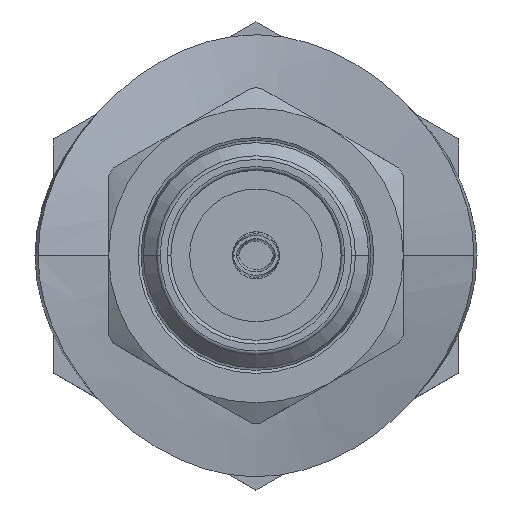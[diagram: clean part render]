
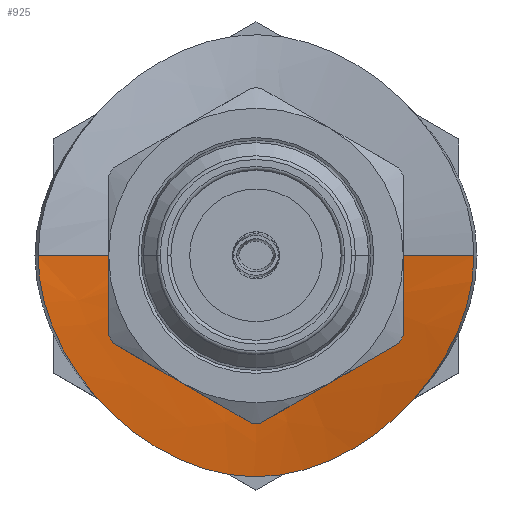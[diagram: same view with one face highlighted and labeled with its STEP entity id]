
A CAD part, top view. The second image highlights one B-rep face of the part: STEP entity #925.
In plain terms, the highlighted free-form (B-spline) face has degree [3, 3] with [4, 7] control points.
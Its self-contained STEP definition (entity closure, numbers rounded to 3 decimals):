
#83 = EDGE_LOOP ( 'NONE', ( #4572, #1451, #2175, #3881 ) ) ;
#169 = CARTESIAN_POINT ( 'NONE',  ( -5.916, 0., -6.3 ) ) ;
#183 = CARTESIAN_POINT ( 'NONE',  ( -4.111, -2.085, -6.571 ) ) ;
#372 = CARTESIAN_POINT ( 'NONE',  ( 3.2, 0., -6.654 ) ) ;
#470 = CARTESIAN_POINT ( 'NONE',  ( 5.916, -3., -6.3 ) ) ;
#476 = EDGE_CURVE ( 'NONE', #3743, #6081, #2760, .T. ) ;
#628 = EDGE_CURVE ( 'NONE', #3743, #3804, #1933, .T. ) ;
#636 = CARTESIAN_POINT ( 'NONE',  ( -5.014, 2.543, -6.454 ) ) ;
#658 = CARTESIAN_POINT ( 'NONE',  ( -3.2, 0., -6.654 ) ) ;
#925 = ADVANCED_FACE ( 'NONE', ( #2728 ), #1999, .T. ) ;
#1005 = CARTESIAN_POINT ( 'NONE',  ( 3.2, -1.623, -6.654 ) ) ;
#1113 = CARTESIAN_POINT ( 'NONE',  ( 7.521, 0., -5.256 ) ) ;
#1132 = CARTESIAN_POINT ( 'NONE',  ( 0., 4.868, -8.241 ) ) ;
#1284 = CARTESIAN_POINT ( 'NONE',  ( -3.2, 0., -6.654 ) ) ;
#1451 = ORIENTED_EDGE ( 'NONE', *, *, #476, .T. ) ;
#1499 = CARTESIAN_POINT ( 'NONE',  ( 3.2, 0., -6.654 ) ) ;
#1578 = CARTESIAN_POINT ( 'NONE',  ( -5.014, -2.543, -6.454 ) ) ;
#1602 = CARTESIAN_POINT ( 'NONE',  ( 0., -4.868, -8.241 ) ) ;
#1627 = EDGE_CURVE ( 'NONE', #6081, #5831, #1734, .T. ) ;
#1734 = B_SPLINE_CURVE_WITH_KNOTS ( 'NONE', 3,
 ( #1499, #1005, #5336, #2470, #5829 ),
 .UNSPECIFIED., .F., .F.,
 ( 4, 1, 4 ),
 ( 0.5, 0.75, 1. ),
 .UNSPECIFIED. ) ;
#1933 = B_SPLINE_CURVE_WITH_KNOTS ( 'NONE', 3,
 ( #4296, #470, #2373, #5739, #2860 ),
 .UNSPECIFIED., .F., .F.,
 ( 4, 1, 4 ),
 ( 0.5, 0.75, 1. ),
 .UNSPECIFIED. ) ;
#1999 = B_SPLINE_SURFACE_WITH_KNOTS ( 'NONE', 3, 3, ( 
 ( #4328, #4420, #5401, #2532, #5891, #3011, #169 ),
 ( #3512, #636, #3986, #1113, #4480, #1578, #4967 ),
 ( #2055, #5415, #2558, #5917, #3033, #183, #3540 ),
 ( #658, #4003, #1132, #4505, #1602, #4980, #2080 ) ),
 .UNSPECIFIED., .F., .T., .F.,
 ( 4, 4 ),
 ( 4, 1, 1, 1, 4 ),
 ( 0., 1. ),
 ( 0., 0.25, 0.5, 0.75, 1. ),
 .UNSPECIFIED. ) ;
#2055 = CARTESIAN_POINT ( 'NONE',  ( -4.111, 0., -6.571 ) ) ;
#2080 = CARTESIAN_POINT ( 'NONE',  ( -3.2, 0., -6.654 ) ) ;
#2175 = ORIENTED_EDGE ( 'NONE', *, *, #1627, .T. ) ;
#2230 = CARTESIAN_POINT ( 'NONE',  ( -5.916, 0., -6.3 ) ) ;
#2373 = CARTESIAN_POINT ( 'NONE',  ( 0., -9., -9.314 ) ) ;
#2470 = CARTESIAN_POINT ( 'NONE',  ( -3.2, -1.623, -6.654 ) ) ;
#2532 = CARTESIAN_POINT ( 'NONE',  ( 8.874, 0., -4.793 ) ) ;
#2558 = CARTESIAN_POINT ( 'NONE',  ( 0., 6.254, -8.492 ) ) ;
#2728 = FACE_OUTER_BOUND ( 'NONE', #83, .T. ) ;
#2760 = B_SPLINE_CURVE_WITH_KNOTS ( 'NONE', 3,
 ( #3572, #3082, #5951, #4040 ),
 .UNSPECIFIED., .F., .F.,
 ( 4, 4 ),
 ( 0., 1. ),
 .UNSPECIFIED. ) ;
#2846 = CARTESIAN_POINT ( 'NONE',  ( -3.2, 0., -6.654 ) ) ;
#2860 = CARTESIAN_POINT ( 'NONE',  ( -5.916, 0., -6.3 ) ) ;
#2979 = CARTESIAN_POINT ( 'NONE',  ( 5.916, 0., -6.3 ) ) ;
#3011 = CARTESIAN_POINT ( 'NONE',  ( -5.916, -3., -6.3 ) ) ;
#3033 = CARTESIAN_POINT ( 'NONE',  ( 0., -6.254, -8.492 ) ) ;
#3082 = CARTESIAN_POINT ( 'NONE',  ( 5.014, 0., -6.454 ) ) ;
#3512 = CARTESIAN_POINT ( 'NONE',  ( -5.014, 0., -6.454 ) ) ;
#3540 = CARTESIAN_POINT ( 'NONE',  ( -4.111, 0., -6.571 ) ) ;
#3572 = CARTESIAN_POINT ( 'NONE',  ( 5.916, 0., -6.3 ) ) ;
#3743 = VERTEX_POINT ( 'NONE', #2979 ) ;
#3804 = VERTEX_POINT ( 'NONE', #5919 ) ;
#3881 = ORIENTED_EDGE ( 'NONE', *, *, #4506, .F. ) ;
#3986 = CARTESIAN_POINT ( 'NONE',  ( 0., 7.628, -8.849 ) ) ;
#4003 = CARTESIAN_POINT ( 'NONE',  ( -3.2, 1.623, -6.654 ) ) ;
#4040 = CARTESIAN_POINT ( 'NONE',  ( 3.2, 0., -6.654 ) ) ;
#4158 = CARTESIAN_POINT ( 'NONE',  ( -4.111, 0., -6.571 ) ) ;
#4296 = CARTESIAN_POINT ( 'NONE',  ( 5.916, 0., -6.3 ) ) ;
#4328 = CARTESIAN_POINT ( 'NONE',  ( -5.916, 0., -6.3 ) ) ;
#4420 = CARTESIAN_POINT ( 'NONE',  ( -5.916, 3., -6.3 ) ) ;
#4480 = CARTESIAN_POINT ( 'NONE',  ( 0., -7.628, -8.849 ) ) ;
#4505 = CARTESIAN_POINT ( 'NONE',  ( 4.8, 0., -5.861 ) ) ;
#4506 = EDGE_CURVE ( 'NONE', #3804, #5831, #5493, .T. ) ;
#4572 = ORIENTED_EDGE ( 'NONE', *, *, #628, .F. ) ;
#4967 = CARTESIAN_POINT ( 'NONE',  ( -5.014, 0., -6.454 ) ) ;
#4980 = CARTESIAN_POINT ( 'NONE',  ( -3.2, -1.623, -6.654 ) ) ;
#5125 = CARTESIAN_POINT ( 'NONE',  ( -5.014, 0., -6.454 ) ) ;
#5336 = CARTESIAN_POINT ( 'NONE',  ( 0., -4.868, -8.241 ) ) ;
#5401 = CARTESIAN_POINT ( 'NONE',  ( 0., 9., -9.314 ) ) ;
#5415 = CARTESIAN_POINT ( 'NONE',  ( -4.111, 2.085, -6.571 ) ) ;
#5493 = B_SPLINE_CURVE_WITH_KNOTS ( 'NONE', 3,
 ( #2230, #5125, #4158, #1284 ),
 .UNSPECIFIED., .F., .F.,
 ( 4, 4 ),
 ( 0., 1. ),
 .UNSPECIFIED. ) ;
#5739 = CARTESIAN_POINT ( 'NONE',  ( -5.916, -3., -6.3 ) ) ;
#5829 = CARTESIAN_POINT ( 'NONE',  ( -3.2, 0., -6.654 ) ) ;
#5831 = VERTEX_POINT ( 'NONE', #2846 ) ;
#5891 = CARTESIAN_POINT ( 'NONE',  ( 0., -9., -9.314 ) ) ;
#5917 = CARTESIAN_POINT ( 'NONE',  ( 6.167, 0., -5.611 ) ) ;
#5919 = CARTESIAN_POINT ( 'NONE',  ( -5.916, 0., -6.3 ) ) ;
#5951 = CARTESIAN_POINT ( 'NONE',  ( 4.111, 0., -6.571 ) ) ;
#6081 = VERTEX_POINT ( 'NONE', #372 ) ;
